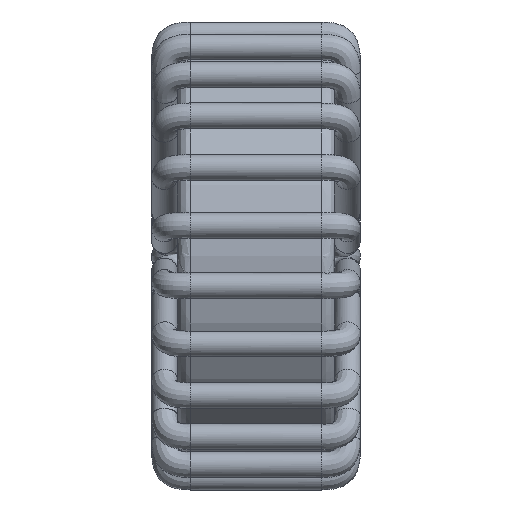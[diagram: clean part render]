
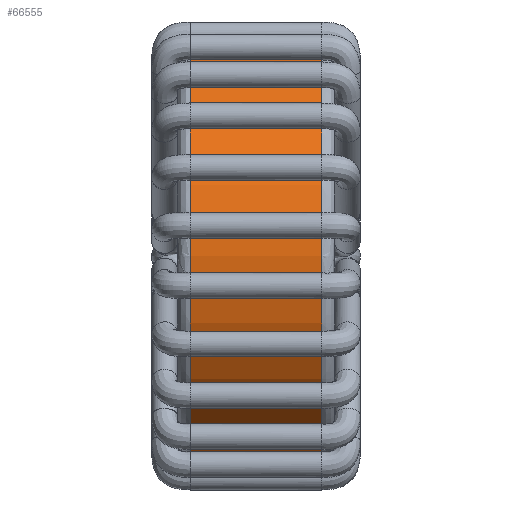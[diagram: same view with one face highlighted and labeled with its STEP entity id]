
A CAD part, top view. The second image highlights one B-rep face of the part: STEP entity #66555.
In plain terms, the highlighted free-form (B-spline) face has degree [2, 1] with [7, 2] control points.
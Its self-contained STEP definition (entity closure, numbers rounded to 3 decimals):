
#66401=CARTESIAN_POINT('',(1.02,0.,3.24));
#66402=VERTEX_POINT('',#66401);
#66409=CARTESIAN_POINT('',(1.02,0.,3.24));
#66410=CARTESIAN_POINT('',(1.02,-3.24,3.24));
#66411=CARTESIAN_POINT('',(1.02,-3.24,0.));
#66412=CARTESIAN_POINT('',(1.02,-3.24,-3.24));
#66413=CARTESIAN_POINT('',(1.02,0.,-3.24));
#66414=CARTESIAN_POINT('',(1.02,3.24,-3.24));
#66415=CARTESIAN_POINT('',(1.02,3.24,0.));
#66416=CARTESIAN_POINT('',(1.02,3.24,3.24));
#66417=CARTESIAN_POINT('',(1.02,0.,3.24));
#66418=(BOUNDED_CURVE()B_SPLINE_CURVE(2,(#66409,#66410,#66411,#66412,#66413,#66414,#66415,#66416,#66417),.CIRCULAR_ARC.,.T.,.U.)B_SPLINE_CURVE_WITH_KNOTS((3,2,2,2,3),(0.,0.25,0.5,0.75,1.),.UNSPECIFIED.)CURVE()GEOMETRIC_REPRESENTATION_ITEM()RATIONAL_B_SPLINE_CURVE((1.,0.707,1.,0.707,1.,0.707,1.,0.707,1.))REPRESENTATION_ITEM(''));
#66419=EDGE_CURVE('',#66402,#66402,#66418,.T.);
#66517=CARTESIAN_POINT('',(1.22,0.,3.24));
#66518=CARTESIAN_POINT('',(-1.22,0.,3.24));
#66519=CARTESIAN_POINT('',(1.22,5.612,3.24));
#66520=CARTESIAN_POINT('',(-1.22,5.612,3.24));
#66521=CARTESIAN_POINT('',(1.22,2.806,-1.62));
#66522=CARTESIAN_POINT('',(-1.22,2.806,-1.62));
#66523=CARTESIAN_POINT('',(1.22,0.,-6.48));
#66524=CARTESIAN_POINT('',(-1.22,0.,-6.48));
#66525=CARTESIAN_POINT('',(1.22,-2.806,-1.62));
#66526=CARTESIAN_POINT('',(-1.22,-2.806,-1.62));
#66527=CARTESIAN_POINT('',(1.22,-5.612,3.24));
#66528=CARTESIAN_POINT('',(-1.22,-5.612,3.24));
#66529=CARTESIAN_POINT('',(1.22,0.,3.24));
#66530=CARTESIAN_POINT('',(-1.22,0.,3.24));
#66531=(BOUNDED_SURFACE()B_SPLINE_SURFACE(2,1,((#66517,#66518),(#66519,#66520),(#66521,#66522),(#66523,#66524),(#66525,#66526),(#66527,#66528),(#66529,#66530)),.CYLINDRICAL_SURF.,.T.,.F.,.U.)B_SPLINE_SURFACE_WITH_KNOTS((3,2,2,3),(2,2),(0.,0.333,0.667,1.),(0.,1.),.UNSPECIFIED.)GEOMETRIC_REPRESENTATION_ITEM()RATIONAL_B_SPLINE_SURFACE(((1.,1.),(0.5,0.5),(1.,1.),(0.5,0.5),(1.,1.),(0.5,0.5),(1.,1.)))REPRESENTATION_ITEM('')SURFACE());
#66532=ORIENTED_EDGE('',*,*,#66419,.F.);
#66533=CARTESIAN_POINT('',(-1.02,0.,3.24));
#66534=VERTEX_POINT('',#66533);
#66535=CARTESIAN_POINT('',(1.02,0.,3.24));
#66536=CARTESIAN_POINT('',(-1.02,0.,3.24));
#66537=B_SPLINE_CURVE_WITH_KNOTS('',1,(#66535,#66536),.POLYLINE_FORM.,.F.,.U.,(2,2),(0.082,0.918),.UNSPECIFIED.);
#66538=EDGE_CURVE('',#66402,#66534,#66537,.T.);
#66539=ORIENTED_EDGE('',*,*,#66538,.T.);
#66540=CARTESIAN_POINT('',(-1.02,0.,3.24));
#66541=CARTESIAN_POINT('',(-1.02,-3.24,3.24));
#66542=CARTESIAN_POINT('',(-1.02,-3.24,0.));
#66543=CARTESIAN_POINT('',(-1.02,-3.24,-3.24));
#66544=CARTESIAN_POINT('',(-1.02,0.,-3.24));
#66545=CARTESIAN_POINT('',(-1.02,3.24,-3.24));
#66546=CARTESIAN_POINT('',(-1.02,3.24,0.));
#66547=CARTESIAN_POINT('',(-1.02,3.24,3.24));
#66548=CARTESIAN_POINT('',(-1.02,0.,3.24));
#66549=(BOUNDED_CURVE()B_SPLINE_CURVE(2,(#66540,#66541,#66542,#66543,#66544,#66545,#66546,#66547,#66548),.CIRCULAR_ARC.,.T.,.U.)B_SPLINE_CURVE_WITH_KNOTS((3,2,2,2,3),(0.,0.25,0.5,0.75,1.),.UNSPECIFIED.)CURVE()GEOMETRIC_REPRESENTATION_ITEM()RATIONAL_B_SPLINE_CURVE((1.,0.707,1.,0.707,1.,0.707,1.,0.707,1.))REPRESENTATION_ITEM(''));
#66550=EDGE_CURVE('',#66534,#66534,#66549,.T.);
#66551=ORIENTED_EDGE('',*,*,#66550,.T.);
#66552=ORIENTED_EDGE('',*,*,#66538,.F.);
#66553=EDGE_LOOP('',(#66532,#66539,#66551,#66552));
#66554=FACE_OUTER_BOUND('',#66553,.T.);
#66555=ADVANCED_FACE('',(#66554),#66531,.T.);
